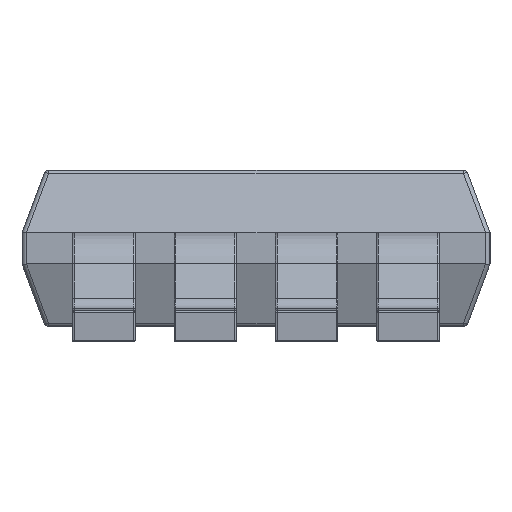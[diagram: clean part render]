
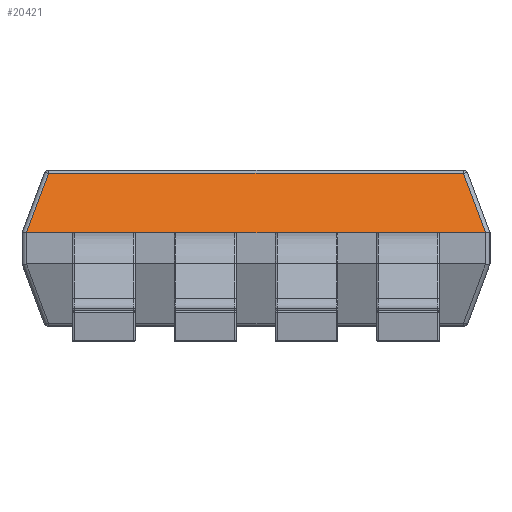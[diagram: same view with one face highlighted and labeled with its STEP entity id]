
A CAD part, left-side view. The second image highlights one B-rep face of the part: STEP entity #20421.
In plain terms, the highlighted planar face has unit normal (-0.936, 0, 0.351).
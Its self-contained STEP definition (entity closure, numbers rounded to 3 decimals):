
#56 = EDGE_CURVE ( 'NONE', #20682, #4210, #13852, .T. ) ;
#1151 = DIRECTION ( 'NONE',  ( 0., 1., 0. ) ) ;
#1194 = EDGE_CURVE ( 'NONE', #18529, #33937, #18076, .T. ) ;
#1493 = VERTEX_POINT ( 'NONE', #40656 ) ;
#1883 = CARTESIAN_POINT ( 'NONE',  ( -2.2, 1.47, 0.63 ) ) ;
#2455 = CARTESIAN_POINT ( 'NONE',  ( -2.2, -1.471, 0.63 ) ) ;
#4210 = VERTEX_POINT ( 'NONE', #1883 ) ;
#4984 = EDGE_CURVE ( 'NONE', #1493, #20682, #18847, .T. ) ;
#5171 = CARTESIAN_POINT ( 'NONE',  ( -2.2, -1.472, 0.63 ) ) ;
#7351 = LINE ( 'NONE', #20020, #28409 ) ;
#8132 = CARTESIAN_POINT ( 'NONE',  ( -2.2, 1.472, 0.63 ) ) ;
#8367 = CARTESIAN_POINT ( 'NONE',  ( -2.2, -1.472, 0.63 ) ) ;
#8470 = ORIENTED_EDGE ( 'NONE', *, *, #21141, .T. ) ;
#8978 = EDGE_CURVE ( 'NONE', #18529, #4210, #17970, .T. ) ;
#9711 = CARTESIAN_POINT ( 'NONE',  ( -2.057, -1.329, 1.011 ) ) ;
#9925 = DIRECTION ( 'NONE',  ( -0.331, 0.331, -0.883 ) ) ;
#10808 = CARTESIAN_POINT ( 'NONE',  ( -2.2, 1.471, 0.63 ) ) ;
#10834 = ORIENTED_EDGE ( 'NONE', *, *, #1194, .T. ) ;
#11061 = ORIENTED_EDGE ( 'NONE', *, *, #8978, .F. ) ;
#11245 = DIRECTION ( 'NONE',  ( -0.936, 0., 0.351 ) ) ;
#12735 = VERTEX_POINT ( 'NONE', #9711 ) ;
#13612 = VECTOR ( 'NONE', #9925, 1000. ) ;
#13852 =( BOUNDED_CURVE ( )  B_SPLINE_CURVE ( 3, ( #8132, #10808, #20807, #17680 ),
 .UNSPECIFIED., .F., .F. ) 
 B_SPLINE_CURVE_WITH_KNOTS ( ( 4, 4 ),
 ( 6.221, 6.283 ),
 .UNSPECIFIED. ) 
 CURVE ( )  GEOMETRIC_REPRESENTATION_ITEM ( )  RATIONAL_B_SPLINE_CURVE ( ( 1., 1., 1., 1. ) ) 
 REPRESENTATION_ITEM ( '' )  );
#17651 = CARTESIAN_POINT ( 'NONE',  ( -2.2, 1.472, 0.63 ) ) ;
#17680 = CARTESIAN_POINT ( 'NONE',  ( -2.2, 1.47, 0.63 ) ) ;
#17970 = LINE ( 'NONE', #24202, #32322 ) ;
#18076 =( BOUNDED_CURVE ( )  B_SPLINE_CURVE ( 3, ( #24107, #24514, #2455, #5171 ),
 .UNSPECIFIED., .F., .F. ) 
 B_SPLINE_CURVE_WITH_KNOTS ( ( 4, 4 ),
 ( 0., 0.062 ),
 .UNSPECIFIED. ) 
 CURVE ( )  GEOMETRIC_REPRESENTATION_ITEM ( )  RATIONAL_B_SPLINE_CURVE ( ( 1., 1., 1., 1. ) ) 
 REPRESENTATION_ITEM ( '' )  );
#18529 = VERTEX_POINT ( 'NONE', #36448 ) ;
#18847 = LINE ( 'NONE', #34453, #13612 ) ;
#20020 = CARTESIAN_POINT ( 'NONE',  ( -1.905, -1.177, 1.417 ) ) ;
#20421 = ADVANCED_FACE ( 'NONE', ( #36438 ), #23735, .T. ) ;
#20682 = VERTEX_POINT ( 'NONE', #17651 ) ;
#20807 = CARTESIAN_POINT ( 'NONE',  ( -2.2, 1.471, 0.63 ) ) ;
#20831 = CARTESIAN_POINT ( 'NONE',  ( -2.05, 0., 1.03 ) ) ;
#21090 = DIRECTION ( 'NONE',  ( 0., 1., 0. ) ) ;
#21141 = EDGE_CURVE ( 'NONE', #33937, #12735, #7351, .T. ) ;
#23197 = LINE ( 'NONE', #36081, #34820 ) ;
#23735 = PLANE ( 'NONE',  #39618 ) ;
#24107 = CARTESIAN_POINT ( 'NONE',  ( -2.2, -1.47, 0.63 ) ) ;
#24202 = CARTESIAN_POINT ( 'NONE',  ( -2.2, 1.5, 0.63 ) ) ;
#24514 = CARTESIAN_POINT ( 'NONE',  ( -2.2, -1.471, 0.63 ) ) ;
#26769 = ORIENTED_EDGE ( 'NONE', *, *, #4984, .T. ) ;
#27140 = EDGE_CURVE ( 'NONE', #12735, #1493, #23197, .T. ) ;
#28409 = VECTOR ( 'NONE', #32874, 1000. ) ;
#31237 = EDGE_LOOP ( 'NONE', ( #11061, #10834, #8470, #40142, #26769, #35330 ) ) ;
#32322 = VECTOR ( 'NONE', #21090, 1000. ) ;
#32874 = DIRECTION ( 'NONE',  ( 0.331, 0.331, 0.883 ) ) ;
#33937 = VERTEX_POINT ( 'NONE', #8367 ) ;
#34453 = CARTESIAN_POINT ( 'NONE',  ( -1.905, 1.177, 1.417 ) ) ;
#34820 = VECTOR ( 'NONE', #1151, 1000. ) ;
#35330 = ORIENTED_EDGE ( 'NONE', *, *, #56, .T. ) ;
#36017 = DIRECTION ( 'NONE',  ( 0., 1., 0. ) ) ;
#36081 = CARTESIAN_POINT ( 'NONE',  ( -2.057, 0., 1.011 ) ) ;
#36438 = FACE_OUTER_BOUND ( 'NONE', #31237, .T. ) ;
#36448 = CARTESIAN_POINT ( 'NONE',  ( -2.2, -1.47, 0.63 ) ) ;
#39618 = AXIS2_PLACEMENT_3D ( 'NONE', #20831, #11245, #36017 ) ;
#40142 = ORIENTED_EDGE ( 'NONE', *, *, #27140, .T. ) ;
#40656 = CARTESIAN_POINT ( 'NONE',  ( -2.057, 1.329, 1.011 ) ) ;
